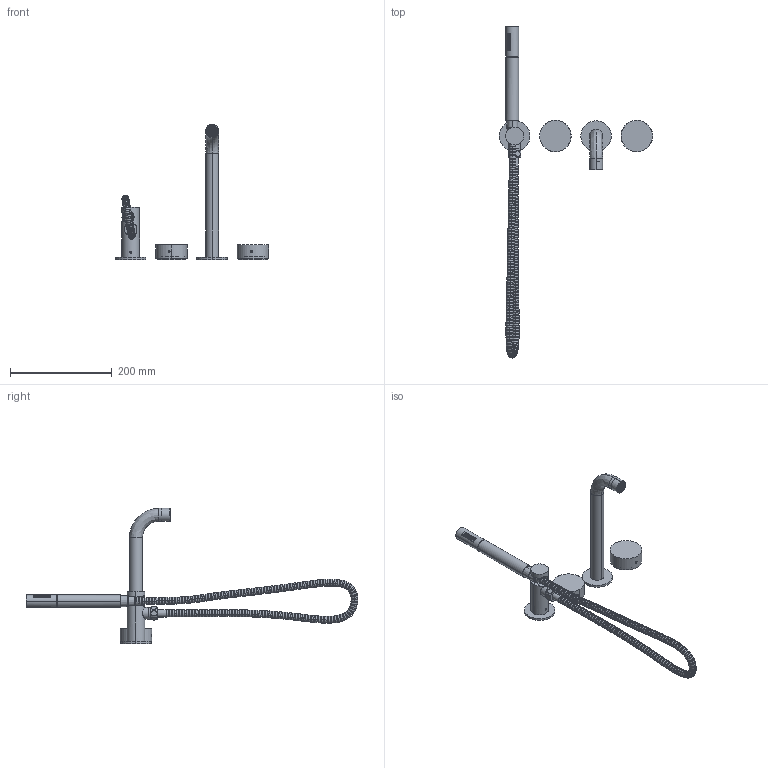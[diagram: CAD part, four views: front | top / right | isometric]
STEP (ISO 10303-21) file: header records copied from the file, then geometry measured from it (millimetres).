
FILE_DESCRIPTION (( 'STEP AP214' ), '1' );
FILE_NAME ('MPPBMSHS250RH2_SHELL.STEP', '2018-03-12T23:30:56', ( 'khoa' ), ( '' ), 'SwSTEP 2.0', 'SolidWorks 2016', '' );
FILE_SCHEMA (( 'AUTOMOTIVE_DESIGN' ));
Length unit declared in the file: millimetre
Products named in the file (2): MPPBMSHS250RH2_SHELL
Bounding box: 301 x 652.31 x 265.7 mm (x, y, z)
Volume: 429866 mm3; surface area: 229819.4 mm2
Topology: 148 solids, 148 shells, 2130 faces, 5233 edges, 3476 vertices
Faces by surface type: plane 1285, cylinder 777, cone 52, bspline 16
Entity records: 68765 total; most frequent: CARTESIAN_POINT 14478, DIRECTION 10811, ORIENTED_EDGE 10462, EDGE_CURVE 5231, AXIS2_PLACEMENT_3D 3639, VECTOR 3533, LINE 3533, VERTEX_POINT 3476
